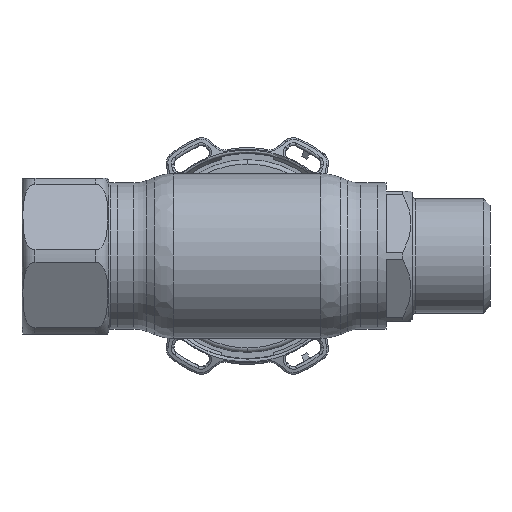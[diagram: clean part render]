
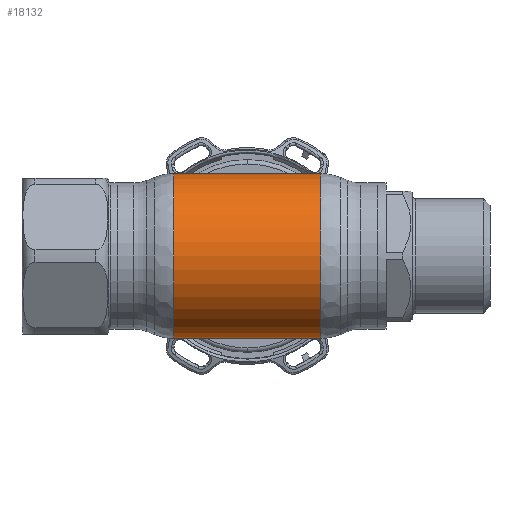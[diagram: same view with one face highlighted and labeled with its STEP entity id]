
A CAD part, front view. The second image highlights one B-rep face of the part: STEP entity #18132.
In plain terms, the highlighted cylindrical face has radius 19 mm (diameter 38 mm), a partial arc.
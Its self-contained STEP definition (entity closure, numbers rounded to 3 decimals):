
#608 = DIRECTION ( 'NONE',  ( -1., 0., 0. ) ) ;
#1191 = VECTOR ( 'NONE', #30735, 1000. ) ;
#1495 = CARTESIAN_POINT ( 'NONE',  ( 16.967, 0., 0. ) ) ;
#2960 = DIRECTION ( 'NONE',  ( -1., 0., 0. ) ) ;
#4673 = FACE_OUTER_BOUND ( 'NONE', #16382, .T. ) ;
#6108 = ORIENTED_EDGE ( 'NONE', *, *, #23782, .T. ) ;
#6917 = CARTESIAN_POINT ( 'NONE',  ( -16.967, 0., -19. ) ) ;
#9235 = ORIENTED_EDGE ( 'NONE', *, *, #25980, .T. ) ;
#10449 = AXIS2_PLACEMENT_3D ( 'NONE', #31946, #29064, #21034 ) ;
#11406 = DIRECTION ( 'NONE',  ( 0., 0., 1. ) ) ;
#11619 = VERTEX_POINT ( 'NONE', #6917 ) ;
#12476 = DIRECTION ( 'NONE',  ( -1., 0., 0. ) ) ;
#12802 = VERTEX_POINT ( 'NONE', #30268 ) ;
#15082 = CARTESIAN_POINT ( 'NONE',  ( 16.967, 0., -19. ) ) ;
#16382 = EDGE_LOOP ( 'NONE', ( #27724, #9235, #6108, #32368 ) ) ;
#16810 = CARTESIAN_POINT ( 'NONE',  ( -16.967, 0., 0. ) ) ;
#18003 = DIRECTION ( 'NONE',  ( 0., 0., 1. ) ) ;
#18132 = ADVANCED_FACE ( 'NONE', ( #4673 ), #34607, .T. ) ;
#18269 = AXIS2_PLACEMENT_3D ( 'NONE', #1495, #12476, #18003 ) ;
#19799 = CARTESIAN_POINT ( 'NONE',  ( -62.69, 0., -19. ) ) ;
#21034 = DIRECTION ( 'NONE',  ( 0., 0., 1. ) ) ;
#22479 = CARTESIAN_POINT ( 'NONE',  ( -16.967, 0., 19. ) ) ;
#23782 = EDGE_CURVE ( 'NONE', #12802, #26033, #26977, .T. ) ;
#24301 = CARTESIAN_POINT ( 'NONE',  ( -62.69, 0., 19. ) ) ;
#25805 = CIRCLE ( 'NONE', #33179, 19. ) ;
#25980 = EDGE_CURVE ( 'NONE', #31661, #12802, #27413, .T. ) ;
#26033 = VERTEX_POINT ( 'NONE', #22479 ) ;
#26977 = LINE ( 'NONE', #24301, #31246 ) ;
#27413 = CIRCLE ( 'NONE', #18269, 19. ) ;
#27724 = ORIENTED_EDGE ( 'NONE', *, *, #31263, .F. ) ;
#28362 = LINE ( 'NONE', #19799, #1191 ) ;
#29064 = DIRECTION ( 'NONE',  ( -1., 0., 0. ) ) ;
#29324 = EDGE_CURVE ( 'NONE', #11619, #26033, #25805, .T. ) ;
#30268 = CARTESIAN_POINT ( 'NONE',  ( 16.967, 0., 19. ) ) ;
#30735 = DIRECTION ( 'NONE',  ( -1., 0., 0. ) ) ;
#31246 = VECTOR ( 'NONE', #2960, 1000. ) ;
#31263 = EDGE_CURVE ( 'NONE', #31661, #11619, #28362, .T. ) ;
#31661 = VERTEX_POINT ( 'NONE', #15082 ) ;
#31946 = CARTESIAN_POINT ( 'NONE',  ( -62.69, 0., 0. ) ) ;
#32368 = ORIENTED_EDGE ( 'NONE', *, *, #29324, .F. ) ;
#33179 = AXIS2_PLACEMENT_3D ( 'NONE', #16810, #608, #11406 ) ;
#34607 = CYLINDRICAL_SURFACE ( 'NONE', #10449, 19. ) ;
